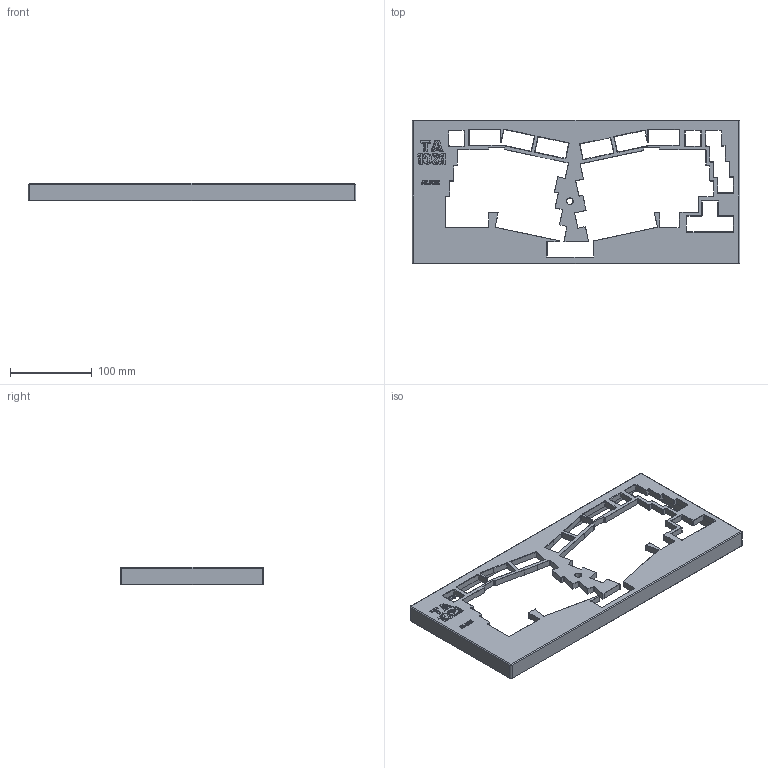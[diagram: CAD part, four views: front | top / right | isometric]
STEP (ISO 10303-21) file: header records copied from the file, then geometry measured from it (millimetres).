
FILE_DESCRIPTION(/* description */ (''),/* implementation_level */ '2;1');
FILE_NAME(/* name */ 'TA上盖.step',/* time_stamp */ '2021-12-08T10:17:27+08:00',/* author */ (''),/* organization */ (''),/* preprocessor_version */ 'ST-DEVELOPER v18.1',/* originating_system */ 'Autodesk Translation Framework v10.10.0.1391',/* authorisation */ '');
FILE_SCHEMA (('AUTOMOTIVE_DESIGN { 1 0 10303 214 3 1 1 }'));
Length unit declared in the file: millimetre
Products named in the file (1): 上盖
Bounding box: 400.48 x 176.03 x 21.3 mm (x, y, z)
Volume: 407797.5 mm3; surface area: 127786.3 mm2
Topology: 1 solids, 1 shells, 1350 faces, 3627 edges, 2314 vertices
Faces by surface type: plane 692, bspline 348, cylinder 181, cone 129
Full cylindrical faces by diameter (mm): 1.623 x16, 7.8 x1
Entity records: 44894 total; most frequent: CARTESIAN_POINT 13228, ORIENTED_EDGE 7230, DIRECTION 5396, EDGE_CURVE 3615, LINE 2432, VECTOR 2432, VERTEX_POINT 2314, AXIS2_PLACEMENT_3D 1482
